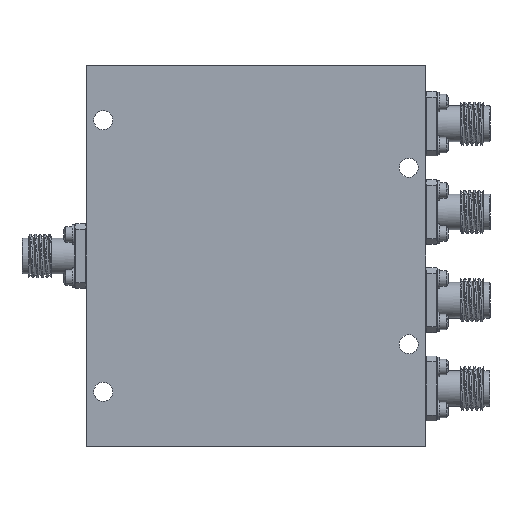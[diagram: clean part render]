
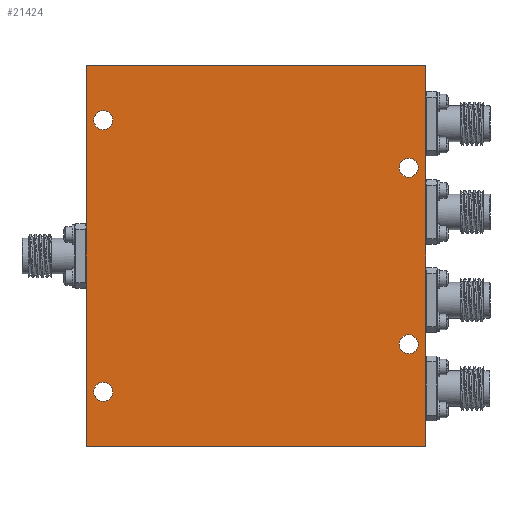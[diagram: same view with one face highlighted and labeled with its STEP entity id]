
A CAD part, front view. The second image highlights one B-rep face of the part: STEP entity #21424.
In plain terms, the highlighted planar face has unit normal (0, -1, 0).
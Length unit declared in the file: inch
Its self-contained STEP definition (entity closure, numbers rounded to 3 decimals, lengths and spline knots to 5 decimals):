
#193 = CARTESIAN_POINT ( 'NONE',  ( 0.985, -0.197, -1.1025 ) ) ;
#1249 = FACE_OUTER_BOUND ( 'NONE', #7735, .T. ) ;
#3278 = CARTESIAN_POINT ( 'NONE',  ( 0.886, -0.197, 0.567 ) ) ;
#3425 = DIRECTION ( 'NONE',  ( 0., 1., 0. ) ) ;
#3493 = EDGE_LOOP ( 'NONE', ( #6731 ) ) ;
#5142 = VERTEX_POINT ( 'NONE', #40082 ) ;
#5440 = CARTESIAN_POINT ( 'NONE',  ( -0.886, -0.197, -0.7875 ) ) ;
#6702 = DIRECTION ( 'NONE',  ( 0., 1., 0. ) ) ;
#6731 = ORIENTED_EDGE ( 'NONE', *, *, #49850, .T. ) ;
#6911 = FACE_BOUND ( 'NONE', #3493, .T. ) ;
#7735 = EDGE_LOOP ( 'NONE', ( #51214, #25847, #51999, #48006 ) ) ;
#10439 = CARTESIAN_POINT ( 'NONE',  ( -0.985, -0.197, 1.1025 ) ) ;
#11354 = DIRECTION ( 'NONE',  ( 0., 1., 0. ) ) ;
#14830 = VERTEX_POINT ( 'NONE', #66165 ) ;
#15447 = CIRCLE ( 'NONE', #45604, 0.055 ) ;
#17018 = DIRECTION ( 'NONE',  ( 0., 0., 1. ) ) ;
#19201 = CARTESIAN_POINT ( 'NONE',  ( -0.886, -0.197, 0.7875 ) ) ;
#20041 = EDGE_CURVE ( 'NONE', #73067, #73067, #41867, .T. ) ;
#20519 = CARTESIAN_POINT ( 'NONE',  ( -0.985, -0.197, -1.1025 ) ) ;
#21424 = ADVANCED_FACE ( 'NONE', ( #58711, #6911, #52995, #36767, #1249 ), #42045, .F. ) ;
#22086 = VERTEX_POINT ( 'NONE', #56464 ) ;
#22594 = CIRCLE ( 'NONE', #50280, 0.055 ) ;
#25160 = CARTESIAN_POINT ( 'NONE',  ( 0.985, -0.197, 1.1025 ) ) ;
#25847 = ORIENTED_EDGE ( 'NONE', *, *, #34982, .F. ) ;
#25875 = AXIS2_PLACEMENT_3D ( 'NONE', #43539, #3425, #73216 ) ;
#26979 = LINE ( 'NONE', #36883, #27101 ) ;
#27101 = VECTOR ( 'NONE', #72988, 39.37008 ) ;
#27321 = LINE ( 'NONE', #51504, #62915 ) ;
#28232 = VERTEX_POINT ( 'NONE', #25160 ) ;
#29037 = CIRCLE ( 'NONE', #71257, 0.055 ) ;
#29465 = CARTESIAN_POINT ( 'NONE',  ( -0.985, -0.197, 1.1025 ) ) ;
#34982 = EDGE_CURVE ( 'NONE', #37401, #5142, #66163, .T. ) ;
#36001 = CARTESIAN_POINT ( 'NONE',  ( -0.886, -0.197, 0.8425 ) ) ;
#36767 = FACE_BOUND ( 'NONE', #60853, .T. ) ;
#36883 = CARTESIAN_POINT ( 'NONE',  ( -0.985, -0.197, -1.1025 ) ) ;
#37401 = VERTEX_POINT ( 'NONE', #193 ) ;
#37414 = EDGE_CURVE ( 'NONE', #22086, #22086, #29037, .T. ) ;
#39199 = EDGE_LOOP ( 'NONE', ( #53771 ) ) ;
#39594 = DIRECTION ( 'NONE',  ( 0., 1., 0. ) ) ;
#40082 = CARTESIAN_POINT ( 'NONE',  ( -0.985, -0.197, -1.1025 ) ) ;
#40472 = LINE ( 'NONE', #29465, #41229 ) ;
#41229 = VECTOR ( 'NONE', #69474, 39.37008 ) ;
#41867 = CIRCLE ( 'NONE', #57560, 0.055 ) ;
#42045 = PLANE ( 'NONE',  #25875 ) ;
#43328 = ORIENTED_EDGE ( 'NONE', *, *, #56628, .T. ) ;
#43539 = CARTESIAN_POINT ( 'NONE',  ( 0., -0.197, 0. ) ) ;
#43979 = EDGE_CURVE ( 'NONE', #65838, #28232, #40472, .T. ) ;
#45604 = AXIS2_PLACEMENT_3D ( 'NONE', #57845, #11354, #17018 ) ;
#46260 = VERTEX_POINT ( 'NONE', #36001 ) ;
#47524 = DIRECTION ( 'NONE',  ( 0., 0., 1. ) ) ;
#48006 = ORIENTED_EDGE ( 'NONE', *, *, #43979, .F. ) ;
#48798 = ORIENTED_EDGE ( 'NONE', *, *, #20041, .T. ) ;
#48847 = DIRECTION ( 'NONE',  ( -1., 0., 0. ) ) ;
#49850 = EDGE_CURVE ( 'NONE', #46260, #46260, #22594, .T. ) ;
#50280 = AXIS2_PLACEMENT_3D ( 'NONE', #19201, #6702, #47524 ) ;
#50394 = DIRECTION ( 'NONE',  ( 0., 0., -1. ) ) ;
#50906 = DIRECTION ( 'NONE',  ( 0., 0., 1. ) ) ;
#51166 = DIRECTION ( 'NONE',  ( 0., 1., 0. ) ) ;
#51214 = ORIENTED_EDGE ( 'NONE', *, *, #70104, .F. ) ;
#51504 = CARTESIAN_POINT ( 'NONE',  ( 0.985, -0.197, -1.1025 ) ) ;
#51999 = ORIENTED_EDGE ( 'NONE', *, *, #63338, .F. ) ;
#52995 = FACE_BOUND ( 'NONE', #63934, .T. ) ;
#53771 = ORIENTED_EDGE ( 'NONE', *, *, #37414, .T. ) ;
#56464 = CARTESIAN_POINT ( 'NONE',  ( -0.886, -0.197, -0.7325 ) ) ;
#56628 = EDGE_CURVE ( 'NONE', #14830, #14830, #15447, .T. ) ;
#57560 = AXIS2_PLACEMENT_3D ( 'NONE', #73850, #39594, #50906 ) ;
#57845 = CARTESIAN_POINT ( 'NONE',  ( 0.886, -0.197, -0.512 ) ) ;
#58711 = FACE_BOUND ( 'NONE', #39199, .T. ) ;
#60853 = EDGE_LOOP ( 'NONE', ( #43328 ) ) ;
#62915 = VECTOR ( 'NONE', #50394, 39.37008 ) ;
#63268 = DIRECTION ( 'NONE',  ( 0., 0., 1. ) ) ;
#63338 = EDGE_CURVE ( 'NONE', #28232, #37401, #27321, .T. ) ;
#63934 = EDGE_LOOP ( 'NONE', ( #48798 ) ) ;
#65838 = VERTEX_POINT ( 'NONE', #10439 ) ;
#66163 = LINE ( 'NONE', #20519, #67230 ) ;
#66165 = CARTESIAN_POINT ( 'NONE',  ( 0.886, -0.197, -0.457 ) ) ;
#67230 = VECTOR ( 'NONE', #48847, 39.37008 ) ;
#69474 = DIRECTION ( 'NONE',  ( 1., 0., 0. ) ) ;
#70104 = EDGE_CURVE ( 'NONE', #5142, #65838, #26979, .T. ) ;
#71257 = AXIS2_PLACEMENT_3D ( 'NONE', #5440, #51166, #63268 ) ;
#72988 = DIRECTION ( 'NONE',  ( 0., 0., 1. ) ) ;
#73067 = VERTEX_POINT ( 'NONE', #3278 ) ;
#73216 = DIRECTION ( 'NONE',  ( 0., 0., 1. ) ) ;
#73850 = CARTESIAN_POINT ( 'NONE',  ( 0.886, -0.197, 0.512 ) ) ;
